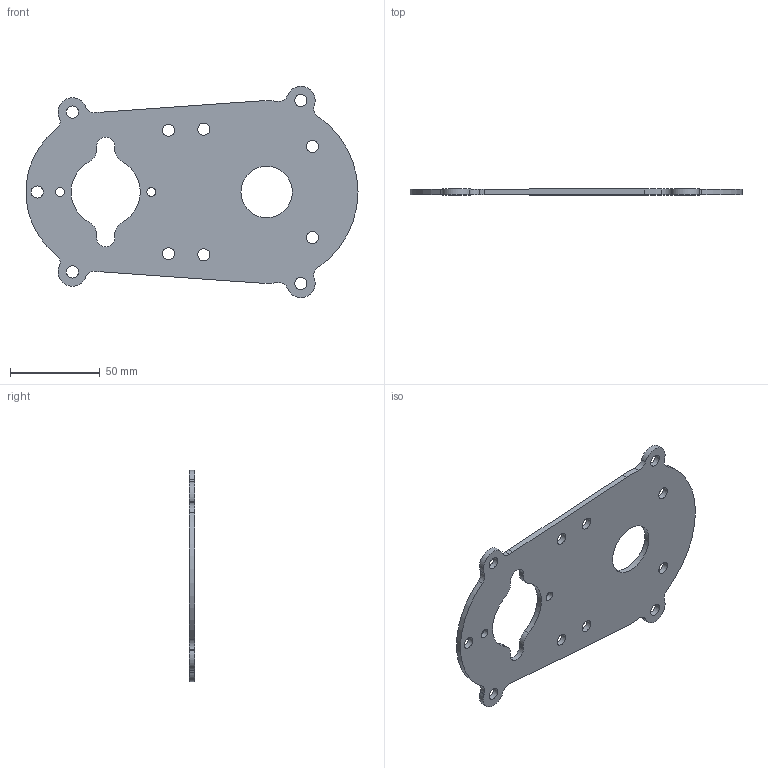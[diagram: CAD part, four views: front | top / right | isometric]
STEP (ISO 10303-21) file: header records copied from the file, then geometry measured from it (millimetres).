
FILE_DESCRIPTION (( 'STEP AP214' ), '1' );
FILE_NAME ('GE-22442.STEP', '2021-08-25T18:45:44', ( '' ), ( '' ), 'SwSTEP 2.0', 'SolidWorks 2021', '' );
FILE_SCHEMA (( 'AUTOMOTIVE_DESIGN' ));
Length unit declared in the file: inch
Products named in the file (1): GE-22442
Bounding box: 184.59 x 3.17 x 117.47 mm (x, y, z)
Volume: 44126.6 mm3; surface area: 31123.8 mm2
Topology: 1 solids, 1 shells, 52 faces, 150 edges, 100 vertices
Faces by surface type: cylinder 40, plane 12
Full cylindrical faces by diameter (mm): 5.105 x2, 6.756 x11, 28.562 x1
Entity records: 1784 total; most frequent: DIRECTION 322, CARTESIAN_POINT 289, ORIENTED_EDGE 272, EDGE_CURVE 136, AXIS2_PLACEMENT_3D 133, VERTEX_POINT 100, EDGE_LOOP 96, CIRCLE 80
